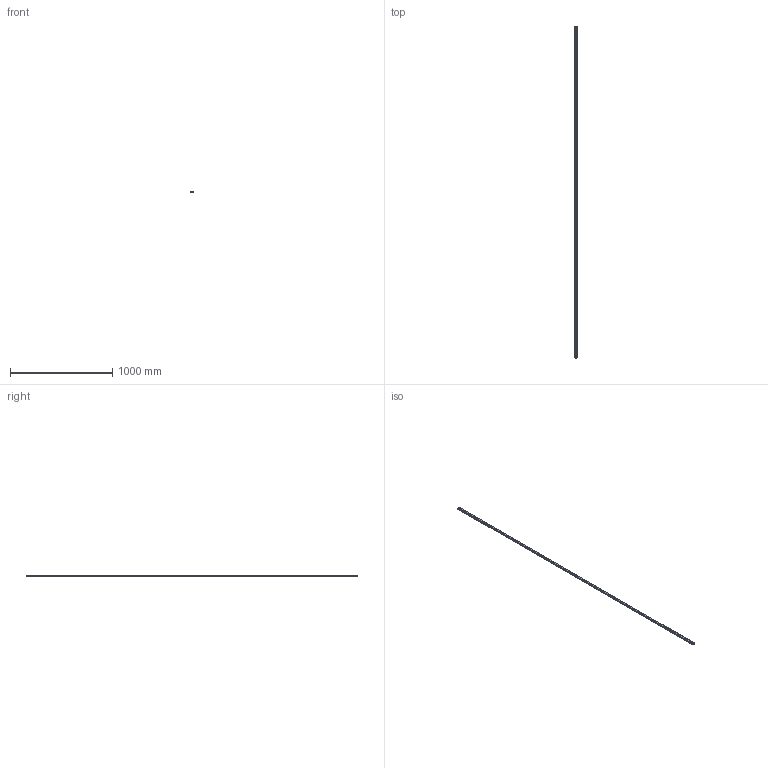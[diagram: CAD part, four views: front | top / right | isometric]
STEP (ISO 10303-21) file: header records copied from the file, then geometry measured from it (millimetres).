
FILE_DESCRIPTION(('STEP AP214'),'1');
FILE_NAME('cctmp_9B68DBB6-1B65-4B03-814A-922359EDC9A6_2021_02_04_11_02_10_0109..stp','2021-02-04T10:02:10',('HIWIN GmbH'),('CADClick - www.CADClick.com'),'Spatial InterOp 3D',' ','unknown authorization');
FILE_SCHEMA(('AUTOMOTIVE_DESIGN'));
Length unit declared in the file: millimetre
Products named in the file (1): EGR20R3240C_FILE
Bounding box: 20 x 3240 x 15.5 mm (x, y, z)
Volume: 869462.6 mm3; surface area: 259020 mm2
Topology: 1 solids, 1 shells, 751 faces, 1695 edges, 1058 vertices
Faces by surface type: plane 409, cylinder 342
Entity records: 27153 total; most frequent: DIRECTION 4099, CARTESIAN_POINT 3505, ORIENTED_EDGE 3390, EDGE_CURVE 1695, AXIS2_PLACEMENT_3D 1652, VERTEX_POINT 1058, EDGE_LOOP 863, LINE 795
